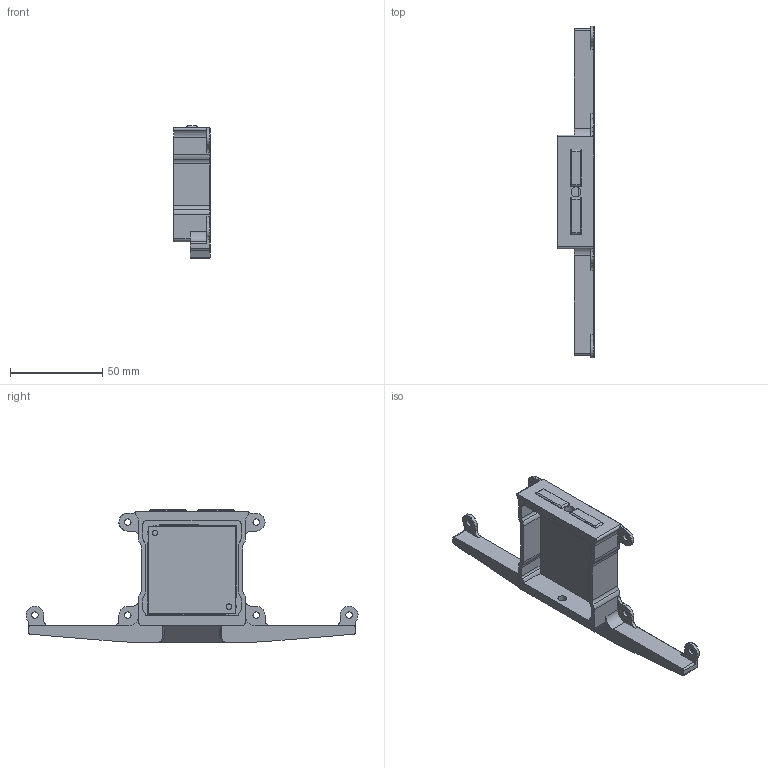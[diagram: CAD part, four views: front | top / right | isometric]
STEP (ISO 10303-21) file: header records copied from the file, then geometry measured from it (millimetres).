
FILE_DESCRIPTION(/* description */ ('Unknown'),/* implementation_level */ '2;1');
FILE_NAME(/* name */ 'Disco_on_a_Skirt--Fan_Bracket',/* time_stamp */ '2023-05-24T22:25:37-04:00',/* author */ ('Unknown'),/* organization */ ('Unknown'),/* preprocessor_version */ 'ST-DEVELOPER v18.1',/* originating_system */ 'Solid Edge',/* authorisation */ 'Unknown');
FILE_SCHEMA (('AUTOMOTIVE_DESIGN {1 0 10303 214 3 1 1}'));
Length unit declared in the file: millimetre
Products named in the file (7): Disco_on_a_Skirt--Fan_Bracket; skirt_fan_bracket--voron_logo--logo_insert; (c)skirt_fan_bracket--voron_logo_lens; skirt_fan_bracket--voron_logo--main_bracket; M3 Threaded Insert (1); Disco Skirt Mask; Disco Skirt PCB Blank
Assembly tree (7 placements, depth 2):
  Disco_on_a_Skirt--Fan_Bracket
    skirt_fan_bracket--voron_logo--logo_insert
    (c)skirt_fan_bracket--voron_logo_lens
    skirt_fan_bracket--voron_logo--main_bracket
    M3 Threaded Insert (1)  x2
    Disco Skirt Mask
    Disco Skirt PCB Blank
Bounding box: 20 x 180.01 x 72 mm (x, y, z)
Volume: 47777.7 mm3; surface area: 35813.5 mm2
Topology: 7 solids, 7 shells, 726 faces, 1963 edges, 1280 vertices
Faces by surface type: plane 378, cone 150, cylinder 144, torus 52, bspline 2
Full cylindrical faces by diameter (mm): 2.9 x2, 3.1 x2, 3.5 x6, 4.2 x2, 4.25 x2, 4.6 x2, 4.7 x3, 5.4 x1, 8 x2
Entity records: 20211 total; most frequent: CARTESIAN_POINT 4328, ORIENTED_EDGE 3184, DIRECTION 2900, EDGE_CURVE 1592, VERTEX_POINT 1047, LINE 1038, VECTOR 1038, AXIS2_PLACEMENT_3D 931
